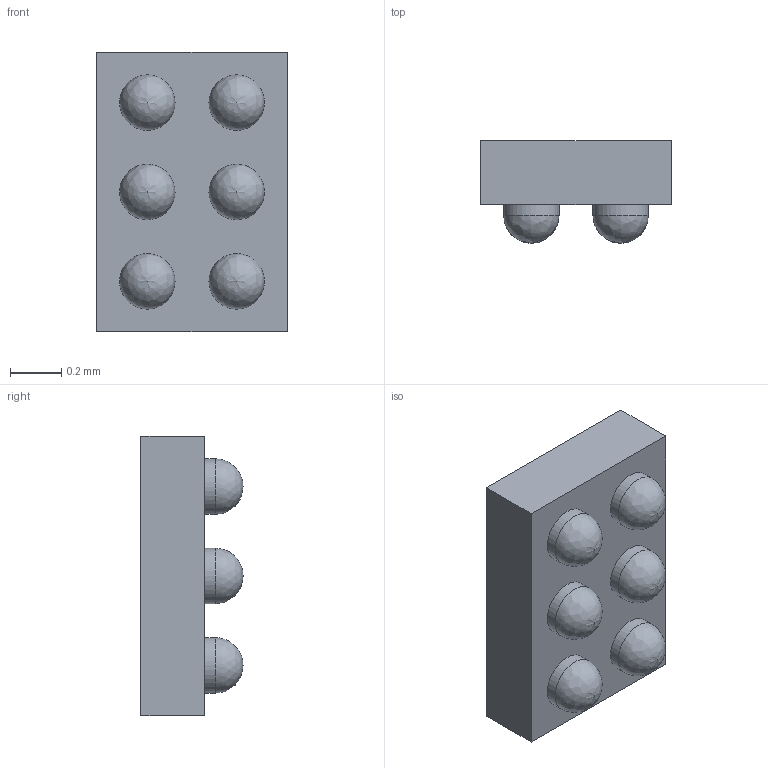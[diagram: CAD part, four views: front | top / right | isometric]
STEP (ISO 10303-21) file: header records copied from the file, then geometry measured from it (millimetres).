
FILE_DESCRIPTION(/* description */ (''),/* implementation_level */ '2;1');
FILE_NAME(/* name */ 'SGM6029.step',/* time_stamp */ '2025-12-09T22:14:08+11:00',/* author */ (''),/* organization */ (''),/* preprocessor_version */ 'ST-DEVELOPER v20.1',/* originating_system */ 'Autodesk Translation Framework v14.21.0.0',/* authorisation */ '');
FILE_SCHEMA (('AUTOMOTIVE_DESIGN { 1 0 10303 214 3 1 1 }'));
Length unit declared in the file: millimetre
Products named in the file (1): SGM6029
Bounding box: 0.74 x 0.4 x 1.09 mm (x, y, z)
Volume: 0.2 mm3; surface area: 3.4 mm2
Topology: 8 solids, 8 shells, 35 faces, 54 edges, 36 vertices
Faces by surface type: plane 21, cylinder 8, bspline 6
Full cylindrical faces by diameter (mm): 0.15 x2, 0.217 x6
Entity records: 981 total; most frequent: CARTESIAN_POINT 282, DIRECTION 148, ORIENTED_EDGE 108, AXIS2_PLACEMENT_3D 64, EDGE_CURVE 54, EDGE_LOOP 36, VERTEX_POINT 36, FACE_OUTER_BOUND 35
